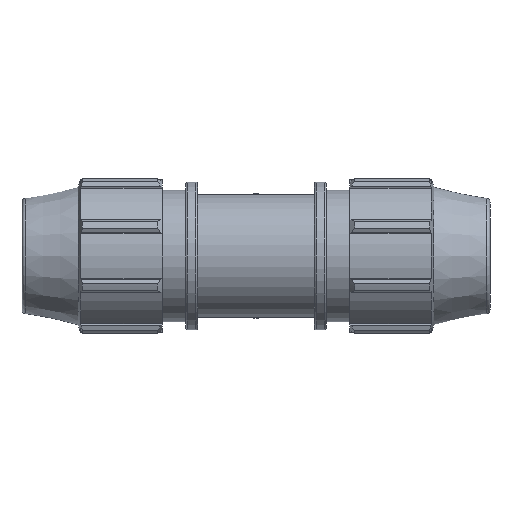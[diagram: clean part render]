
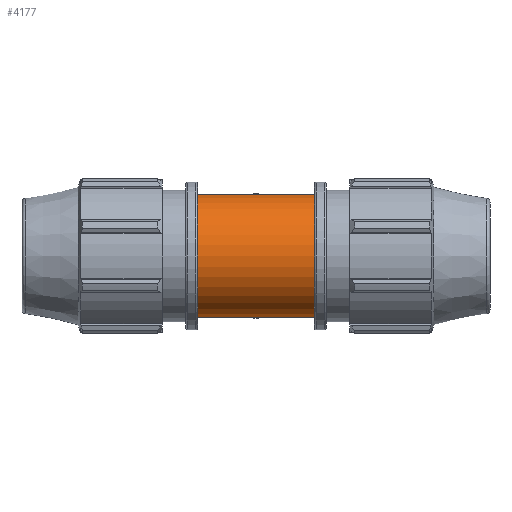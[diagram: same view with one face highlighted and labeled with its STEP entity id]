
A CAD part, front view. The second image highlights one B-rep face of the part: STEP entity #4177.
In plain terms, the highlighted cylindrical face has radius 20.25 mm (diameter 40.5 mm), a full revolution.
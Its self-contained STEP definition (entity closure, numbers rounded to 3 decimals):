
#935=FACE_BOUND('',#1285,.T.);
#936=FACE_BOUND('',#1286,.T.);
#981=CYLINDRICAL_SURFACE('',#4415,20.25);
#1048=FACE_OUTER_BOUND('',#1284,.T.);
#1284=EDGE_LOOP('',(#2754));
#1285=EDGE_LOOP('',(#2755));
#1286=EDGE_LOOP('',(#2756));
#1563=B_SPLINE_CURVE_WITH_KNOTS('',3,(#6113,#6114,#6115,#6116,#6117,#6118,
#6119,#6120,#6121,#6122,#6123,#6124,#6125,#6126,#6127,#6128,#6129,#6130,
#6131,#6132,#6133),.UNSPECIFIED.,.T.,.F.,(4,1,1,1,1,1,1,1,1,1,1,1,1,1,1,
1,1,1,4),(-8.579,-8.273,-7.967,-7.354,
-6.741,-6.435,-6.128,-5.311,
-4.903,-4.494,-4.085,-3.677,
-3.268,-2.451,-2.043,-1.226,
-0.613,-0.306,0.),
 .UNSPECIFIED.);
#1578=CIRCLE('',#4416,20.25);
#1579=CIRCLE('',#4417,20.25);
#1747=VERTEX_POINT('',#6089);
#1750=VERTEX_POINT('',#6138);
#1751=VERTEX_POINT('',#6140);
#2155=EDGE_CURVE('',#1747,#1747,#1563,.T.);
#2157=EDGE_CURVE('',#1750,#1750,#1578,.T.);
#2158=EDGE_CURVE('',#1751,#1751,#1579,.T.);
#2754=ORIENTED_EDGE('',*,*,#2157,.F.);
#2755=ORIENTED_EDGE('',*,*,#2158,.T.);
#2756=ORIENTED_EDGE('',*,*,#2155,.F.);
#4177=ADVANCED_FACE('',(#1048,#935,#936),#981,.T.);
#4415=AXIS2_PLACEMENT_3D('',#6137,#4829,#4830);
#4416=AXIS2_PLACEMENT_3D('',#6139,#4831,#4832);
#4417=AXIS2_PLACEMENT_3D('',#6141,#4833,#4834);
#4829=DIRECTION('center_axis',(1.,0.,0.));
#4830=DIRECTION('ref_axis',(0.,1.,0.));
#4831=DIRECTION('center_axis',(1.,0.,0.));
#4832=DIRECTION('ref_axis',(0.,0.,-1.));
#4833=DIRECTION('center_axis',(1.,0.,0.));
#4834=DIRECTION('ref_axis',(0.,0.,-1.));
#6089=CARTESIAN_POINT('',(0.,14.694,13.934));
#6113=CARTESIAN_POINT('Ctrl Pts',(0.,14.693,
13.934));
#6114=CARTESIAN_POINT('Ctrl Pts',(1.131,14.693,13.933));
#6115=CARTESIAN_POINT('Ctrl Pts',(3.392,14.943,13.679));
#6116=CARTESIAN_POINT('Ctrl Pts',(7.495,16.194,12.243));
#6117=CARTESIAN_POINT('Ctrl Pts',(11.644,18.365,9.087));
#6118=CARTESIAN_POINT('Ctrl Pts',(14.158,19.986,4.333));
#6119=CARTESIAN_POINT('Ctrl Pts',(14.695,20.337,0.003));
#6120=CARTESIAN_POINT('Ctrl Pts',(14.064,19.931,-5.069));
#6121=CARTESIAN_POINT('Ctrl Pts',(11.161,18.031,-9.637));
#6122=CARTESIAN_POINT('Ctrl Pts',(6.529,15.85,-12.67));
#6123=CARTESIAN_POINT('Ctrl Pts',(2.316,14.645,-13.99));
#6124=CARTESIAN_POINT('Ctrl Pts',(-2.316,14.65,-13.986));
#6125=CARTESIAN_POINT('Ctrl Pts',(-6.529,15.849,-12.674));
#6126=CARTESIAN_POINT('Ctrl Pts',(-11.161,18.032,-9.627));
#6127=CARTESIAN_POINT('Ctrl Pts',(-14.26,20.054,-4.779));
#6128=CARTESIAN_POINT('Ctrl Pts',(-14.883,20.468,2.609));
#6129=CARTESIAN_POINT('Ctrl Pts',(-12.2,18.666,8.686));
#6130=CARTESIAN_POINT('Ctrl Pts',(-7.495,16.191,12.236));
#6131=CARTESIAN_POINT('Ctrl Pts',(-3.392,14.944,13.681));
#6132=CARTESIAN_POINT('Ctrl Pts',(-1.131,14.694,13.934));
#6133=CARTESIAN_POINT('Ctrl Pts',(0.,14.693,
13.934));
#6137=CARTESIAN_POINT('Origin',(9.625,0.,0.));
#6138=CARTESIAN_POINT('',(19.25,20.25,0.));
#6139=CARTESIAN_POINT('Origin',(19.25,0.,0.));
#6140=CARTESIAN_POINT('',(-19.25,20.25,0.));
#6141=CARTESIAN_POINT('Origin',(-19.25,0.,0.));
